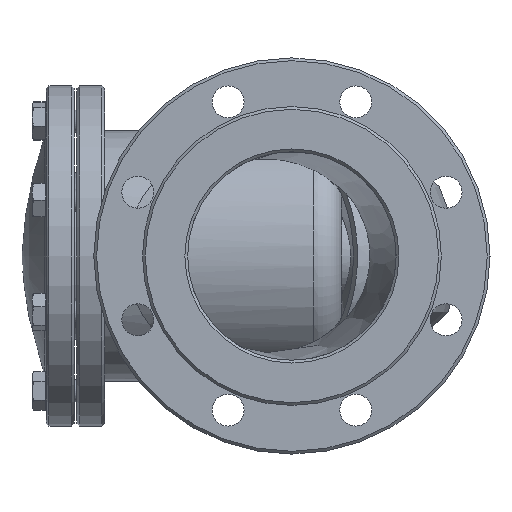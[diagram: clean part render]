
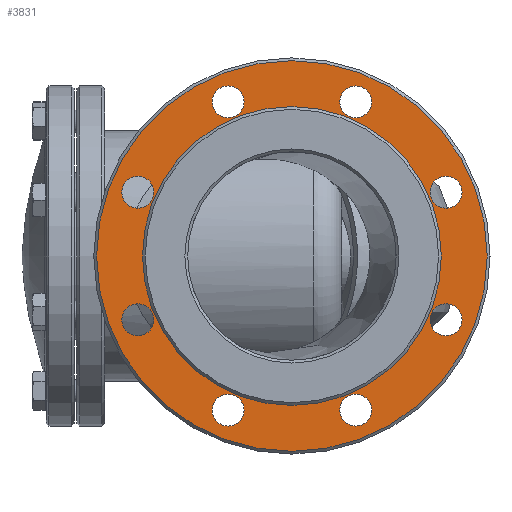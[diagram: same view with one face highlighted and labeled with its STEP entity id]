
A CAD part, left-side view. The second image highlights one B-rep face of the part: STEP entity #3831.
In plain terms, the highlighted planar face has unit normal (-1, 0, 0).
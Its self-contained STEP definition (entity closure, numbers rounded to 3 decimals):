
#604=FACE_BOUND('',#1140,.T.);
#605=FACE_BOUND('',#1141,.T.);
#606=FACE_BOUND('',#1142,.T.);
#607=FACE_BOUND('',#1143,.T.);
#608=FACE_BOUND('',#1144,.T.);
#609=FACE_BOUND('',#1145,.T.);
#610=FACE_BOUND('',#1146,.T.);
#611=FACE_BOUND('',#1147,.T.);
#612=FACE_BOUND('',#1148,.T.);
#675=PLANE('',#4203);
#863=FACE_OUTER_BOUND('',#1139,.T.);
#1139=EDGE_LOOP('',(#3319));
#1140=EDGE_LOOP('',(#3320));
#1141=EDGE_LOOP('',(#3321));
#1142=EDGE_LOOP('',(#3322));
#1143=EDGE_LOOP('',(#3323));
#1144=EDGE_LOOP('',(#3324));
#1145=EDGE_LOOP('',(#3325));
#1146=EDGE_LOOP('',(#3326));
#1147=EDGE_LOOP('',(#3327));
#1148=EDGE_LOOP('',(#3328));
#1341=CIRCLE('',#4202,140.5);
#1342=CIRCLE('',#4204,107.5);
#1343=CIRCLE('',#4205,11.5);
#1344=CIRCLE('',#4206,11.5);
#1345=CIRCLE('',#4207,11.5);
#1346=CIRCLE('',#4208,11.5);
#1347=CIRCLE('',#4209,11.5);
#1348=CIRCLE('',#4210,11.5);
#1349=CIRCLE('',#4211,11.5);
#1350=CIRCLE('',#4212,11.5);
#1822=VERTEX_POINT('',#10805);
#1823=VERTEX_POINT('',#10809);
#1824=VERTEX_POINT('',#10811);
#1825=VERTEX_POINT('',#10813);
#1826=VERTEX_POINT('',#10815);
#1827=VERTEX_POINT('',#10817);
#1828=VERTEX_POINT('',#10819);
#1829=VERTEX_POINT('',#10821);
#1830=VERTEX_POINT('',#10823);
#1831=VERTEX_POINT('',#10825);
#2327=EDGE_CURVE('',#1822,#1822,#1341,.T.);
#2328=EDGE_CURVE('',#1823,#1823,#1342,.T.);
#2329=EDGE_CURVE('',#1824,#1824,#1343,.T.);
#2330=EDGE_CURVE('',#1825,#1825,#1344,.T.);
#2331=EDGE_CURVE('',#1826,#1826,#1345,.T.);
#2332=EDGE_CURVE('',#1827,#1827,#1346,.T.);
#2333=EDGE_CURVE('',#1828,#1828,#1347,.T.);
#2334=EDGE_CURVE('',#1829,#1829,#1348,.T.);
#2335=EDGE_CURVE('',#1830,#1830,#1349,.T.);
#2336=EDGE_CURVE('',#1831,#1831,#1350,.T.);
#3319=ORIENTED_EDGE('',*,*,#2327,.F.);
#3320=ORIENTED_EDGE('',*,*,#2328,.F.);
#3321=ORIENTED_EDGE('',*,*,#2329,.F.);
#3322=ORIENTED_EDGE('',*,*,#2330,.F.);
#3323=ORIENTED_EDGE('',*,*,#2331,.F.);
#3324=ORIENTED_EDGE('',*,*,#2332,.F.);
#3325=ORIENTED_EDGE('',*,*,#2333,.F.);
#3326=ORIENTED_EDGE('',*,*,#2334,.F.);
#3327=ORIENTED_EDGE('',*,*,#2335,.F.);
#3328=ORIENTED_EDGE('',*,*,#2336,.F.);
#3831=ADVANCED_FACE('',(#863,#604,#605,#606,#607,#608,#609,#610,#611,#612),
#675,.F.);
#4202=AXIS2_PLACEMENT_3D('',#10807,#5012,#5013);
#4203=AXIS2_PLACEMENT_3D('',#10808,#5014,#5015);
#4204=AXIS2_PLACEMENT_3D('',#10810,#5016,#5017);
#4205=AXIS2_PLACEMENT_3D('',#10812,#5018,#5019);
#4206=AXIS2_PLACEMENT_3D('',#10814,#5020,#5021);
#4207=AXIS2_PLACEMENT_3D('',#10816,#5022,#5023);
#4208=AXIS2_PLACEMENT_3D('',#10818,#5024,#5025);
#4209=AXIS2_PLACEMENT_3D('',#10820,#5026,#5027);
#4210=AXIS2_PLACEMENT_3D('',#10822,#5028,#5029);
#4211=AXIS2_PLACEMENT_3D('',#10824,#5030,#5031);
#4212=AXIS2_PLACEMENT_3D('',#10826,#5032,#5033);
#5012=DIRECTION('center_axis',(1.,0.,0.));
#5013=DIRECTION('ref_axis',(0.,0.,1.));
#5014=DIRECTION('center_axis',(1.,0.,0.));
#5015=DIRECTION('ref_axis',(0.,0.,-1.));
#5016=DIRECTION('center_axis',(-1.,0.,0.));
#5017=DIRECTION('ref_axis',(0.,-1.,0.));
#5018=DIRECTION('center_axis',(-1.,0.,0.));
#5019=DIRECTION('ref_axis',(0.,0.,1.));
#5020=DIRECTION('center_axis',(-1.,0.,0.));
#5021=DIRECTION('ref_axis',(0.,0.,1.));
#5022=DIRECTION('center_axis',(-1.,0.,0.));
#5023=DIRECTION('ref_axis',(0.,0.,1.));
#5024=DIRECTION('center_axis',(-1.,0.,0.));
#5025=DIRECTION('ref_axis',(0.,0.,1.));
#5026=DIRECTION('center_axis',(-1.,0.,0.));
#5027=DIRECTION('ref_axis',(0.,0.,1.));
#5028=DIRECTION('center_axis',(-1.,0.,0.));
#5029=DIRECTION('ref_axis',(0.,0.,1.));
#5030=DIRECTION('center_axis',(-1.,0.,0.));
#5031=DIRECTION('ref_axis',(0.,0.,1.));
#5032=DIRECTION('center_axis',(-1.,0.,0.));
#5033=DIRECTION('ref_axis',(0.,0.,1.));
#10805=CARTESIAN_POINT('',(2.,0.,-140.5));
#10807=CARTESIAN_POINT('Origin',(2.,0.,0.));
#10808=CARTESIAN_POINT('Origin',(2.,0.,0.));
#10809=CARTESIAN_POINT('',(2.,107.5,0.));
#10810=CARTESIAN_POINT('Origin',(2.,0.,0.));
#10811=CARTESIAN_POINT('',(2.,-110.866,-57.422));
#10812=CARTESIAN_POINT('Origin',(2.,-110.866,-45.922));
#10813=CARTESIAN_POINT('',(2.,-110.866,34.422));
#10814=CARTESIAN_POINT('Origin',(2.,-110.866,45.922));
#10815=CARTESIAN_POINT('',(2.,-45.922,99.366));
#10816=CARTESIAN_POINT('Origin',(2.,-45.922,110.866));
#10817=CARTESIAN_POINT('',(2.,45.922,99.366));
#10818=CARTESIAN_POINT('Origin',(2.,45.922,110.866));
#10819=CARTESIAN_POINT('',(2.,110.866,34.422));
#10820=CARTESIAN_POINT('Origin',(2.,110.866,45.922));
#10821=CARTESIAN_POINT('',(2.,110.866,-57.422));
#10822=CARTESIAN_POINT('Origin',(2.,110.866,-45.922));
#10823=CARTESIAN_POINT('',(2.,45.922,-122.366));
#10824=CARTESIAN_POINT('Origin',(2.,45.922,-110.866));
#10825=CARTESIAN_POINT('',(2.,-45.922,-122.366));
#10826=CARTESIAN_POINT('Origin',(2.,-45.922,-110.866));
